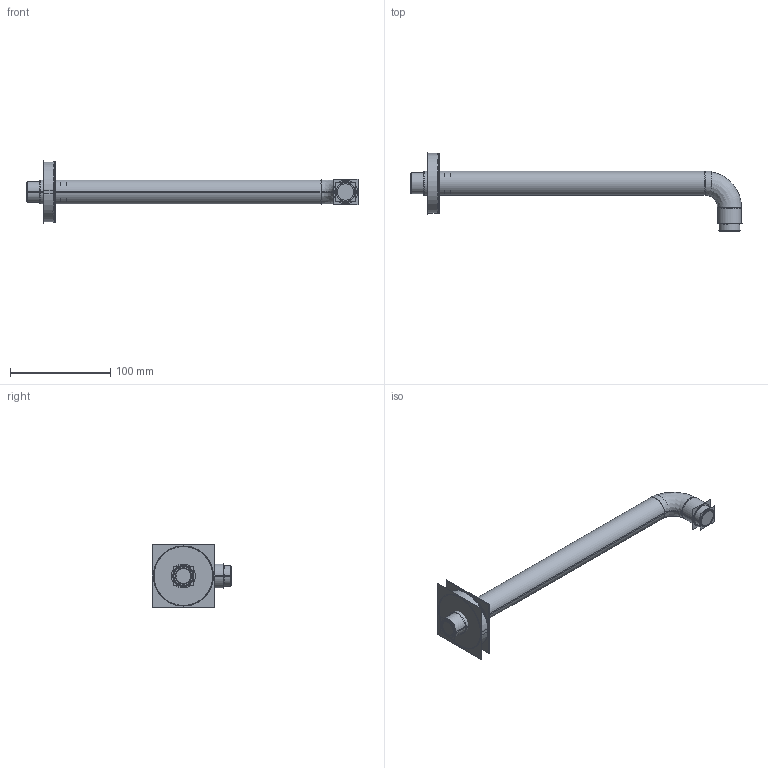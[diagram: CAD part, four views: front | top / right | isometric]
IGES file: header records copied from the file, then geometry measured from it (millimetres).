
Start section:  PTC IGES file: 3D-FFAS9909-000500BC0.igs
Global section: file name: 3D-FFAS9909-000500BC0.igs; native system: Creo Parametric by PTC Inc.; preprocessor: 2019224; author: 10114277; organization: Unknown; date: 20210205.155116; units: millimetre
Bounding box: 331.65 x 79.68 x 62.4 mm (x, y, z)
Surface area: 206627.1 mm2 (no closed solid volume)
Topology: 0 solids, 0 shells, 192 faces, 3185 edges, 4232 vertices
Faces by surface type: revolution 136, bspline 56
